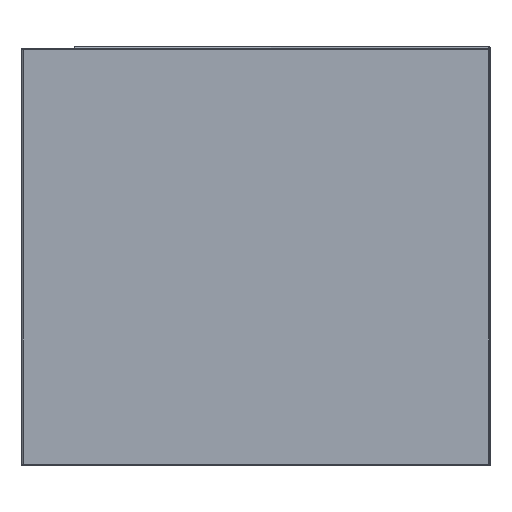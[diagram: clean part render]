
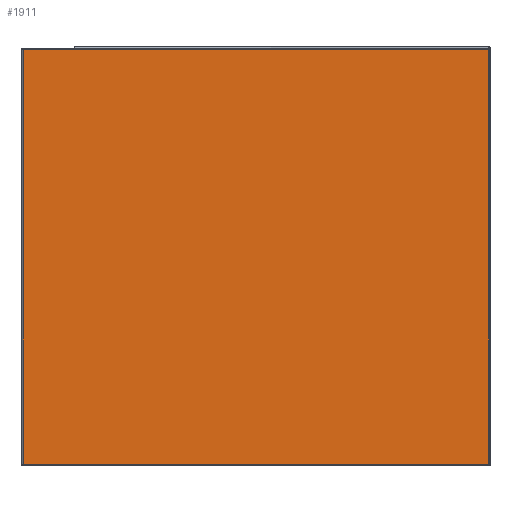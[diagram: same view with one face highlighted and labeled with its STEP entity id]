
A CAD part, left-side view. The second image highlights one B-rep face of the part: STEP entity #1911.
In plain terms, the highlighted planar face has unit normal (-1, 0, 0).
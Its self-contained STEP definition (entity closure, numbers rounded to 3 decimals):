
#116 = AXIS2_PLACEMENT_3D ( 'NONE', #2411, #328, #133 ) ;
#133 = DIRECTION ( 'NONE',  ( 0., 0., 1. ) ) ;
#276 = PLANE ( 'NONE',  #116 ) ;
#290 = CARTESIAN_POINT ( 'NONE',  ( -245., 1., -180. ) ) ;
#313 = EDGE_CURVE ( 'NONE', #554, #502, #474, .T. ) ;
#322 = CARTESIAN_POINT ( 'NONE',  ( -245., 1., 175.586 ) ) ;
#328 = DIRECTION ( 'NONE',  ( -1., 0., 0. ) ) ;
#474 = LINE ( 'NONE', #290, #1614 ) ;
#502 = VERTEX_POINT ( 'NONE', #322 ) ;
#509 = FACE_OUTER_BOUND ( 'NONE', #2123, .T. ) ;
#554 = VERTEX_POINT ( 'NONE', #1474 ) ;
#587 = CARTESIAN_POINT ( 'NONE',  ( -245., 399., -179. ) ) ;
#689 = VERTEX_POINT ( 'NONE', #963 ) ;
#781 = EDGE_CURVE ( 'NONE', #502, #689, #1796, .T. ) ;
#869 = VECTOR ( 'NONE', #1953, 1000. ) ;
#963 = CARTESIAN_POINT ( 'NONE',  ( -245., 399., 175.586 ) ) ;
#989 = ORIENTED_EDGE ( 'NONE', *, *, #313, .T. ) ;
#1055 = LINE ( 'NONE', #2201, #1425 ) ;
#1175 = CARTESIAN_POINT ( 'NONE',  ( -245., 400., -179. ) ) ;
#1194 = DIRECTION ( 'NONE',  ( 0., -1., 0. ) ) ;
#1224 = DIRECTION ( 'NONE',  ( 0., 0., 1. ) ) ;
#1387 = CARTESIAN_POINT ( 'NONE',  ( -245., 400., 175.586 ) ) ;
#1425 = VECTOR ( 'NONE', #2235, 1000. ) ;
#1474 = CARTESIAN_POINT ( 'NONE',  ( -245., 1., -179. ) ) ;
#1546 = LINE ( 'NONE', #1175, #2127 ) ;
#1614 = VECTOR ( 'NONE', #1224, 1000. ) ;
#1628 = EDGE_CURVE ( 'NONE', #689, #1750, #1055, .T. ) ;
#1750 = VERTEX_POINT ( 'NONE', #587 ) ;
#1786 = ORIENTED_EDGE ( 'NONE', *, *, #1628, .T. ) ;
#1796 = LINE ( 'NONE', #1387, #869 ) ;
#1847 = ORIENTED_EDGE ( 'NONE', *, *, #2239, .T. ) ;
#1911 = ADVANCED_FACE ( 'NONE', ( #509 ), #276, .T. ) ;
#1953 = DIRECTION ( 'NONE',  ( 0., 1., 0. ) ) ;
#2123 = EDGE_LOOP ( 'NONE', ( #1786, #1847, #989, #2426 ) ) ;
#2127 = VECTOR ( 'NONE', #1194, 1000. ) ;
#2201 = CARTESIAN_POINT ( 'NONE',  ( -245., 399., -180. ) ) ;
#2235 = DIRECTION ( 'NONE',  ( 0., 0., -1. ) ) ;
#2239 = EDGE_CURVE ( 'NONE', #1750, #554, #1546, .T. ) ;
#2411 = CARTESIAN_POINT ( 'NONE',  ( -245., 400., -180. ) ) ;
#2426 = ORIENTED_EDGE ( 'NONE', *, *, #781, .T. ) ;
